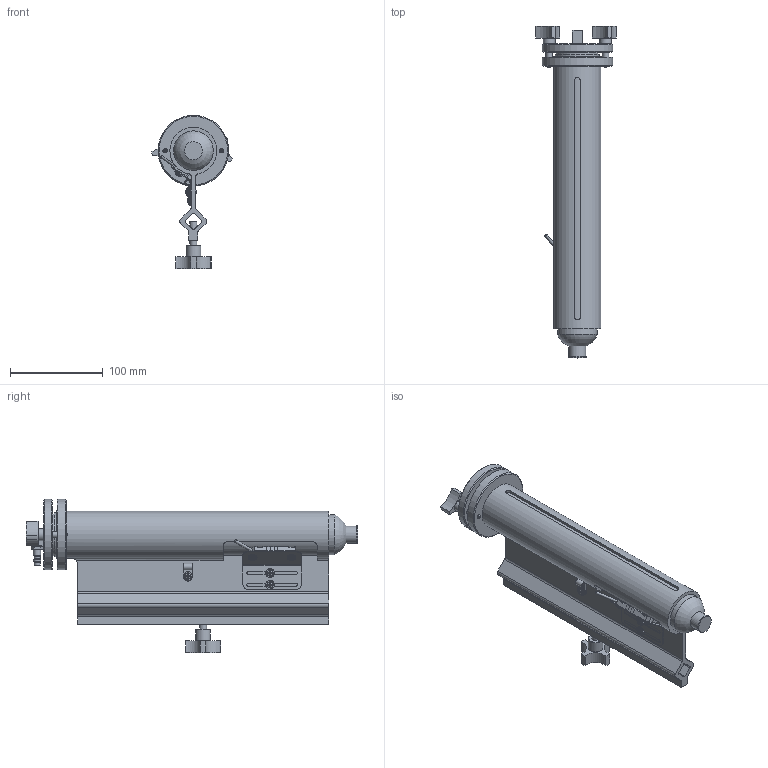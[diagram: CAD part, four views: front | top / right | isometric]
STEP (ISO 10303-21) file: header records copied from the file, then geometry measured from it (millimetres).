
FILE_DESCRIPTION (( 'STEP AP203' ), '1' );
FILE_NAME ('T17944 - LOW LEVEL, RES, 12OZ, MAIN.STEP', '2018-10-03T14:19:54', ( '' ), ( '' ), 'SwSTEP 2.0', 'SolidWorks 2017', '' );
FILE_SCHEMA (( 'CONFIG_CONTROL_DESIGN' ));
Length unit declared in the file: inch
Products named in the file (1): T17944 - LOW LEVEL, RES, 12OZ, MAIN
Bounding box: 87.08 x 358.65 x 165.42 mm (x, y, z)
Volume: 872077.6 mm3; surface area: 142395.3 mm2
Topology: 1 solids, 1 shells, 484 faces, 1277 edges, 827 vertices
Faces by surface type: plane 228, cylinder 177, cone 48, torus 21, sphere 7, bspline 3
Full cylindrical faces by diameter (mm): 2.8 x1, 4.636 x1, 6.414 x2, 6.858 x5, 6.985 x2, 7.62 x2, 7.874 x2, 9.525 x6, 12.7 x2, 15.875 x1, 18.542 x1, 19.304 x1, 42.863 x1, 45.244 x1, 46.177 x1, 47.561 x1, 51.778 x1, 76.2 x2
Entity records: 16019 total; most frequent: CARTESIAN_POINT 4553, ORIENTED_EDGE 2388, DIRECTION 2308, EDGE_CURVE 1194, AXIS2_PLACEMENT_3D 873, VERTEX_POINT 803, EDGE_LOOP 585, VECTOR 562
